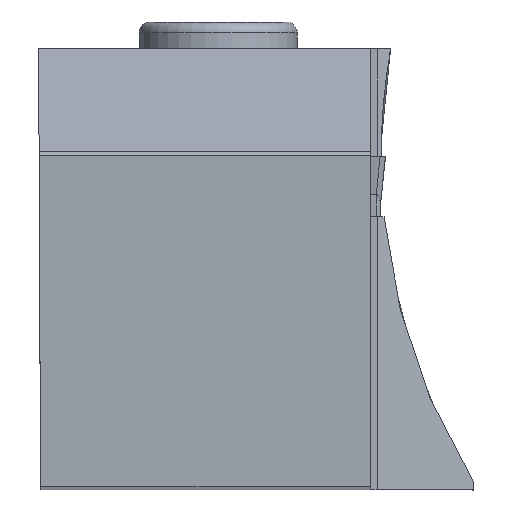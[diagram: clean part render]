
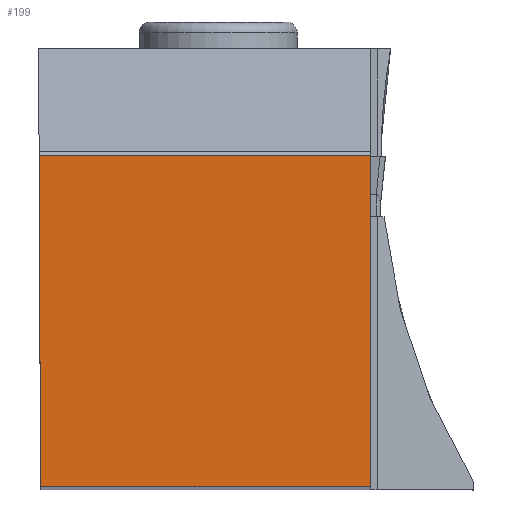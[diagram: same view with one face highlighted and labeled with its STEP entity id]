
A CAD part, top view. The second image highlights one B-rep face of the part: STEP entity #199.
In plain terms, the highlighted planar face has unit normal (0, 0, 1).
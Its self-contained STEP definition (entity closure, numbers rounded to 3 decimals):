
#199=ADVANCED_FACE('BLANK_BOXF006',(#316),#250,.F.);
#250=PLANE('',#1550);
#316=FACE_OUTER_BOUND('',#384,.T.);
#384=EDGE_LOOP('',(#717,#718,#719,#720));
#717=ORIENTED_EDGE('',*,*,#1055,.T.);
#718=ORIENTED_EDGE('',*,*,#1100,.T.);
#719=ORIENTED_EDGE('',*,*,#1096,.T.);
#720=ORIENTED_EDGE('',*,*,#1085,.T.);
#896=VERTEX_POINT('',#2366);
#897=VERTEX_POINT('',#2368);
#915=VERTEX_POINT('',#2493);
#921=VERTEX_POINT('',#2514);
#1055=EDGE_CURVE('',#897,#896,#1203,.T.);
#1085=EDGE_CURVE('',#915,#897,#1227,.T.);
#1096=EDGE_CURVE('',#921,#915,#1237,.T.);
#1100=EDGE_CURVE('',#896,#921,#1241,.T.);
#1203=LINE('',#2367,#1342);
#1227=LINE('',#2492,#1366);
#1237=LINE('',#2513,#1376);
#1241=LINE('',#2521,#1380);
#1342=VECTOR('',#1809,1.);
#1366=VECTOR('',#1853,1.);
#1376=VECTOR('',#1873,1.);
#1380=VECTOR('',#1879,1.);
#1550=AXIS2_PLACEMENT_3D('',#2522,#1880,#1881);
#1809=DIRECTION('',(0.,1.,0.));
#1853=DIRECTION('',(1.,0.,0.));
#1873=DIRECTION('',(0.004,-1.,0.));
#1879=DIRECTION('',(-1.,0.,0.));
#1880=DIRECTION('',(0.,0.,-1.));
#1881=DIRECTION('',(0.,-1.,0.));
#2366=CARTESIAN_POINT('',(24.875,24.875,0.));
#2367=CARTESIAN_POINT('',(24.875,-150.35,0.));
#2368=CARTESIAN_POINT('',(24.875,0.,0.));
#2492=CARTESIAN_POINT('',(-150.35,0.,0.));
#2493=CARTESIAN_POINT('',(0.109,0.,0.));
#2513=CARTESIAN_POINT('',(-0.547,150.349,0.));
#2514=CARTESIAN_POINT('',(0.,24.875,0.));
#2521=CARTESIAN_POINT('',(150.35,24.875,0.));
#2522=CARTESIAN_POINT('',(32.597,-5.,0.));
